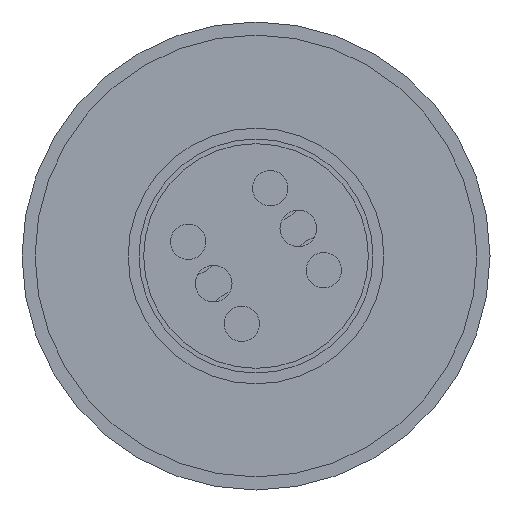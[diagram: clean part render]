
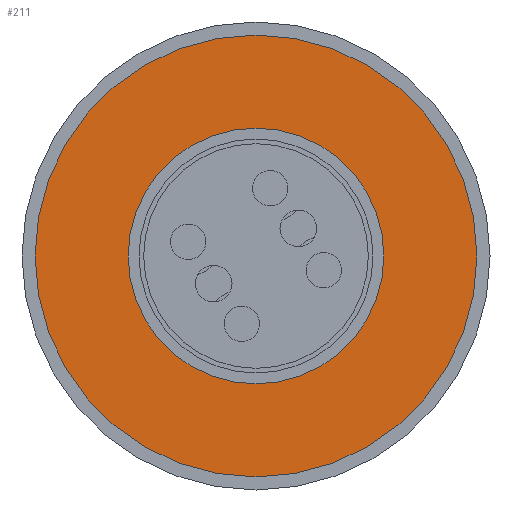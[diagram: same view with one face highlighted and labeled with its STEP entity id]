
A CAD part, front view. The second image highlights one B-rep face of the part: STEP entity #211.
In plain terms, the highlighted planar face has unit normal (0, -1, 0).
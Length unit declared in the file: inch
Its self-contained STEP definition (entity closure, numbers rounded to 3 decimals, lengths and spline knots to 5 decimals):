
#211 = ADVANCED_FACE ( 'NONE', ( #3510, #3566 ), #4437, .F. ) ;
#417 = CARTESIAN_POINT ( 'NONE',  ( 0., 0., 0. ) ) ;
#418 = DIRECTION ( 'NONE',  ( 0., 1., 0. ) ) ;
#419 = DIRECTION ( 'NONE',  ( 0., 0., -1. ) ) ;
#786 = CARTESIAN_POINT ( 'NONE',  ( 0., 0., 0. ) ) ;
#787 = DIRECTION ( 'NONE',  ( 0., -1., 0. ) ) ;
#788 = DIRECTION ( 'NONE',  ( 0., 0., -1. ) ) ;
#806 = CARTESIAN_POINT ( 'NONE',  ( 0., 0., 0. ) ) ;
#807 = DIRECTION ( 'NONE',  ( 0., -1., 0. ) ) ;
#808 = DIRECTION ( 'NONE',  ( 0., 0., -1. ) ) ;
#1024 = EDGE_LOOP ( 'NONE', ( #2058, #2335 ) ) ;
#1046 = EDGE_LOOP ( 'NONE', ( #1855, #1867 ) ) ;
#1855 = ORIENTED_EDGE ( 'NONE', *, *, #2626, .F. ) ;
#1867 = ORIENTED_EDGE ( 'NONE', *, *, #2832, .F. ) ;
#2026 = VERTEX_POINT ( 'NONE', #3334 ) ;
#2058 = ORIENTED_EDGE ( 'NONE', *, *, #2777, .F. ) ;
#2310 = VERTEX_POINT ( 'NONE', #3275 ) ;
#2335 = ORIENTED_EDGE ( 'NONE', *, *, #2784, .F. ) ;
#2348 = VERTEX_POINT ( 'NONE', #3396 ) ;
#2352 = VERTEX_POINT ( 'NONE', #3279 ) ;
#2626 = EDGE_CURVE ( 'NONE', #2026, #2348, #4015, .T. ) ;
#2777 = EDGE_CURVE ( 'NONE', #2310, #2352, #3641, .T. ) ;
#2784 = EDGE_CURVE ( 'NONE', #2352, #2310, #3888, .T. ) ;
#2832 = EDGE_CURVE ( 'NONE', #2348, #2026, #3932, .T. ) ;
#3275 = CARTESIAN_POINT ( 'NONE',  ( 0., 0., -0.3415 ) ) ;
#3279 = CARTESIAN_POINT ( 'NONE',  ( 0., 0., 0.3415 ) ) ;
#3334 = CARTESIAN_POINT ( 'NONE',  ( 0., 0., -0.59 ) ) ;
#3396 = CARTESIAN_POINT ( 'NONE',  ( 0., 0., 0.59 ) ) ;
#3418 = DIRECTION ( 'NONE',  ( 0., 0., -1. ) ) ;
#3419 = DIRECTION ( 'NONE',  ( 0., 1., 0. ) ) ;
#3420 = CARTESIAN_POINT ( 'NONE',  ( 0., 0., 0. ) ) ;
#3510 = FACE_OUTER_BOUND ( 'NONE', #1046, .T. ) ;
#3566 = FACE_BOUND ( 'NONE', #1024, .T. ) ;
#3641 = CIRCLE ( 'NONE', #4893, 0.3415 ) ;
#3888 = CIRCLE ( 'NONE', #4889, 0.3415 ) ;
#3932 = CIRCLE ( 'NONE', #4856, 0.59 ) ;
#4015 = CIRCLE ( 'NONE', #4995, 0.59 ) ;
#4431 = DIRECTION ( 'NONE',  ( 0., 0., 1. ) ) ;
#4432 = DIRECTION ( 'NONE',  ( 0., 1., 0. ) ) ;
#4437 = PLANE ( 'NONE',  #4697 ) ;
#4438 = CARTESIAN_POINT ( 'NONE',  ( -0.59, 0., 0. ) ) ;
#4697 = AXIS2_PLACEMENT_3D ( 'NONE', #4438, #4432, #4431 ) ;
#4856 = AXIS2_PLACEMENT_3D ( 'NONE', #417, #418, #419 ) ;
#4889 = AXIS2_PLACEMENT_3D ( 'NONE', #806, #807, #808 ) ;
#4893 = AXIS2_PLACEMENT_3D ( 'NONE', #786, #787, #788 ) ;
#4995 = AXIS2_PLACEMENT_3D ( 'NONE', #3420, #3419, #3418 ) ;
